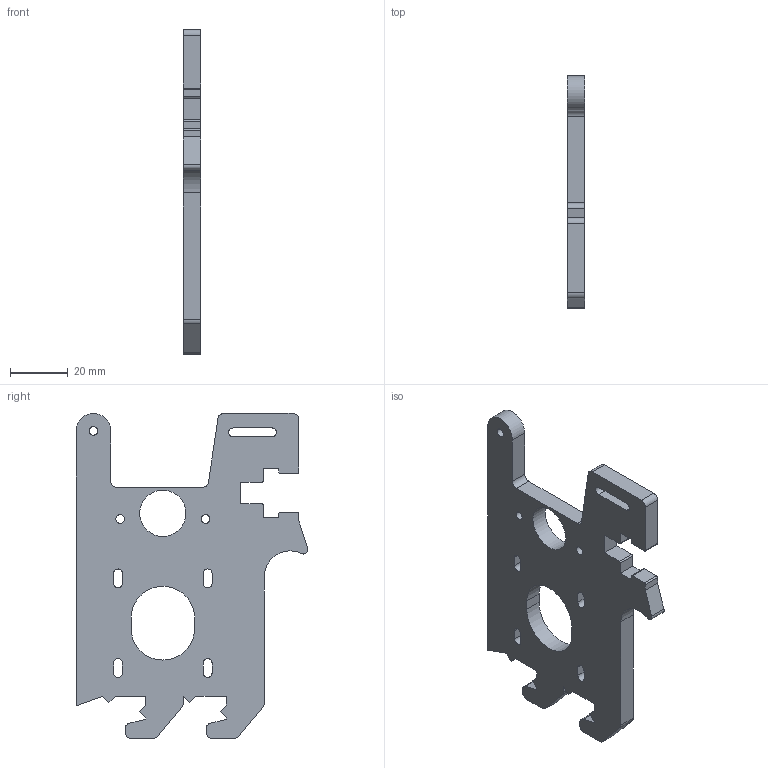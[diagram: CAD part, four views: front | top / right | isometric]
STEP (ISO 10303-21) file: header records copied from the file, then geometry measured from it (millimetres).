
FILE_DESCRIPTION (( 'STEP AP214' ), '1' );
FILE_NAME ('1018-A2P-A.STEP', '2013-05-15T14:37:29', ( '3DAssist' ), ( '' ), 'SwSTEP 2.0', 'SolidWorks 2013', '' );
FILE_SCHEMA (( 'AUTOMOTIVE_DESIGN' ));
Length unit declared in the file: millimetre
Products named in the file (1): 1018-A2P-A
Bounding box: 6 x 80.15 x 112.36 mm (x, y, z)
Volume: 32338.5 mm3; surface area: 15408.5 mm2
Topology: 1 solids, 1 shells, 96 faces, 283 edges, 189 vertices
Faces by surface type: plane 59, cylinder 37
Full cylindrical faces by diameter (mm): 3 x3, 16 x1
Entity records: 3254 total; most frequent: CARTESIAN_POINT 563, ORIENTED_EDGE 556, DIRECTION 546, EDGE_CURVE 278, LINE 204, VECTOR 204, VERTEX_POINT 188, AXIS2_PLACEMENT_3D 171
